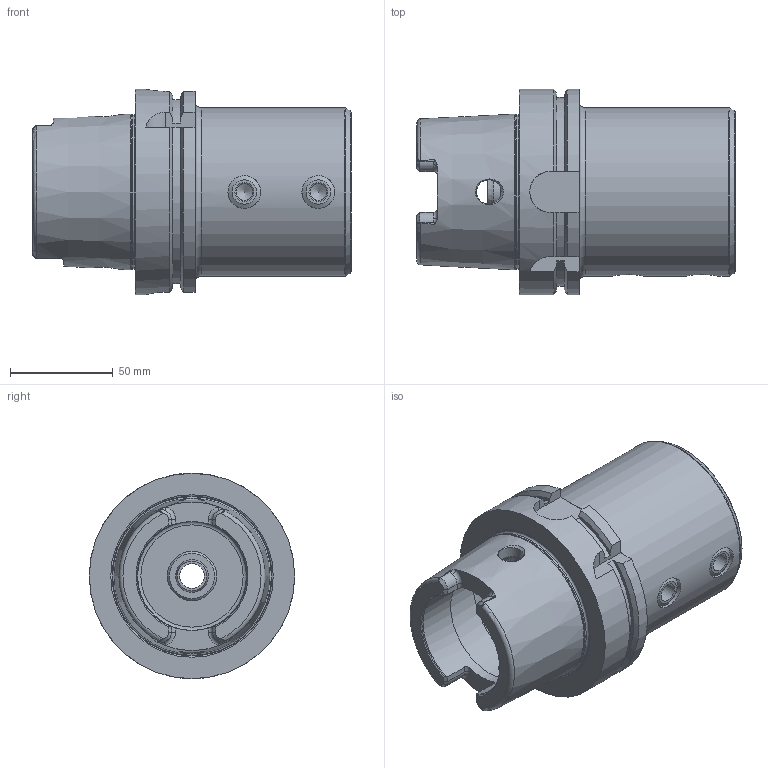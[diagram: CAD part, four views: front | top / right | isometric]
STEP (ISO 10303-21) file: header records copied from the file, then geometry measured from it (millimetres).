
FILE_DESCRIPTION((''),'2;1');
FILE_NAME('591077150115-3D.stp','2021-10-05T17:42:12',('nttooll'),(''),'Autodesk Inventor 2012','Autodesk Inventor 2012','');
FILE_SCHEMA(('AUTOMOTIVE_DESIGN { 1 0 10303 214 1 1 1 1 }'));
Length unit declared in the file: millimetre
Products named in the file (1): 591077150115-3D
Bounding box: 155 x 100 x 100 mm (x, y, z)
Volume: 567643 mm3; surface area: 81935.6 mm2
Topology: 1 solids, 1 shells, 150 faces, 368 edges, 228 vertices
Faces by surface type: plane 49, cylinder 46, cone 35, torus 20
Full cylindrical faces by diameter (mm): 8 x2, 9.238 x2, 12 x5, 15.3 x1, 16 x5, 24 x1, 40 x1, 40.4 x1, 53 x1, 53.8 x1, 63 x1, 75.3 x1, 82 x1, 100 x1
Entity records: 4479 total; most frequent: CARTESIAN_POINT 1254, DIRECTION 683, ORIENTED_EDGE 594, EDGE_CURVE 297, AXIS2_PLACEMENT_3D 293, EDGE_LOOP 219, VERTEX_POINT 212, FACE_OUTER_BOUND 150
